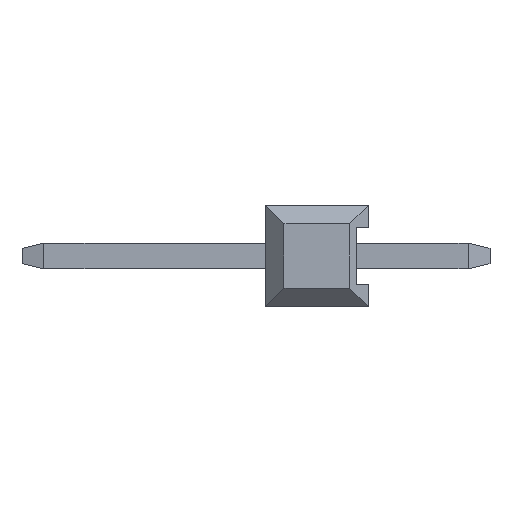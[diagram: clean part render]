
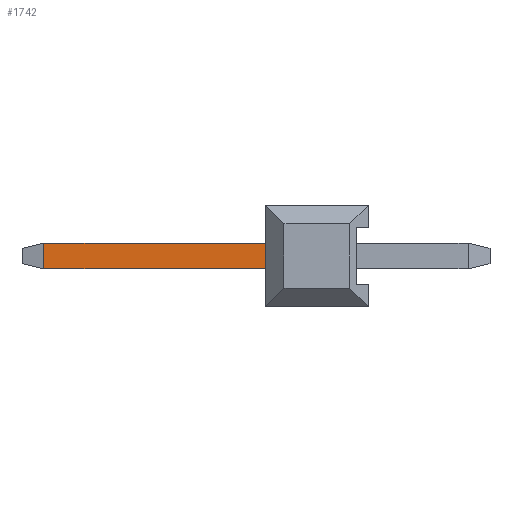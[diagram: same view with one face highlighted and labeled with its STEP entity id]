
A CAD part, left-side view. The second image highlights one B-rep face of the part: STEP entity #1742.
In plain terms, the highlighted planar face has unit normal (-1, 0, 0).
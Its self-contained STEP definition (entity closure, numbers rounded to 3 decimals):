
#807 = VERTEX_POINT ( 'NONE', #3054 ) ;
#846 = VERTEX_POINT ( 'NONE', #3093 ) ;
#852 = VERTEX_POINT ( 'NONE', #3099 ) ;
#996 = VERTEX_POINT ( 'NONE', #2659 ) ;
#1622 = FACE_OUTER_BOUND ( 'NONE', #9783, .T. ) ;
#1628 = AXIS2_PLACEMENT_3D ( 'NONE', #5128, #5129, #5130 ) ;
#1724 = VECTOR ( 'NONE', #5569, 1000. ) ;
#1742 = ADVANCED_FACE ( 'NONE', ( #1622 ), #5127, .T. ) ;
#2659 = CARTESIAN_POINT ( 'NONE',  ( -0.32, 2.54, -0.32 ) ) ;
#3054 = CARTESIAN_POINT ( 'NONE',  ( -0.32, 7.999, 0.32 ) ) ;
#3093 = CARTESIAN_POINT ( 'NONE',  ( -0.32, 2.54, 0.32 ) ) ;
#3099 = CARTESIAN_POINT ( 'NONE',  ( -0.32, 7.999, -0.32 ) ) ;
#3144 = EDGE_CURVE ( 'NONE', #996, #846, #5567, .T. ) ;
#5127 = PLANE ( 'NONE',  #1628 ) ;
#5128 = CARTESIAN_POINT ( 'NONE',  ( -0.32, 8.54, 0.32 ) ) ;
#5129 = DIRECTION ( 'NONE',  ( -1., 0., 0. ) ) ;
#5130 = DIRECTION ( 'NONE',  ( 0., 0., 1. ) ) ;
#5567 = LINE ( 'NONE', #5568, #1724 ) ;
#5568 = CARTESIAN_POINT ( 'NONE',  ( -0.32, 2.54, -0.32 ) ) ;
#5569 = DIRECTION ( 'NONE',  ( 0., 0., 1. ) ) ;
#7392 = ORIENTED_EDGE ( 'NONE', *, *, #9400, .F. ) ;
#7393 = ORIENTED_EDGE ( 'NONE', *, *, #9407, .T. ) ;
#7394 = ORIENTED_EDGE ( 'NONE', *, *, #9403, .T. ) ;
#7395 = ORIENTED_EDGE ( 'NONE', *, *, #3144, .T. ) ;
#7537 = LINE ( 'NONE', #7538, #11498 ) ;
#7538 = CARTESIAN_POINT ( 'NONE',  ( -0.32, 8.54, 0.32 ) ) ;
#7539 = DIRECTION ( 'NONE',  ( 0., -1., 0. ) ) ;
#7540 = LINE ( 'NONE', #7541, #11499 ) ;
#7541 = CARTESIAN_POINT ( 'NONE',  ( -0.32, 7.999, 0.32 ) ) ;
#7542 = DIRECTION ( 'NONE',  ( 0., 0., -1. ) ) ;
#7546 = LINE ( 'NONE', #7547, #11501 ) ;
#7547 = CARTESIAN_POINT ( 'NONE',  ( -0.32, 8.54, -0.32 ) ) ;
#7548 = DIRECTION ( 'NONE',  ( 0., -1., 0. ) ) ;
#9400 = EDGE_CURVE ( 'NONE', #807, #846, #7537, .T. ) ;
#9403 = EDGE_CURVE ( 'NONE', #807, #852, #7540, .T. ) ;
#9407 = EDGE_CURVE ( 'NONE', #852, #996, #7546, .T. ) ;
#9783 = EDGE_LOOP ( 'NONE', ( #7392, #7394, #7393, #7395 ) ) ;
#11498 = VECTOR ( 'NONE', #7539, 1000. ) ;
#11499 = VECTOR ( 'NONE', #7542, 1000. ) ;
#11501 = VECTOR ( 'NONE', #7548, 1000. ) ;
